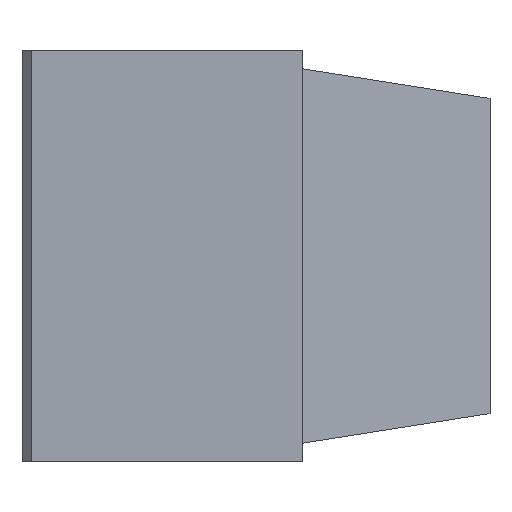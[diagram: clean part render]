
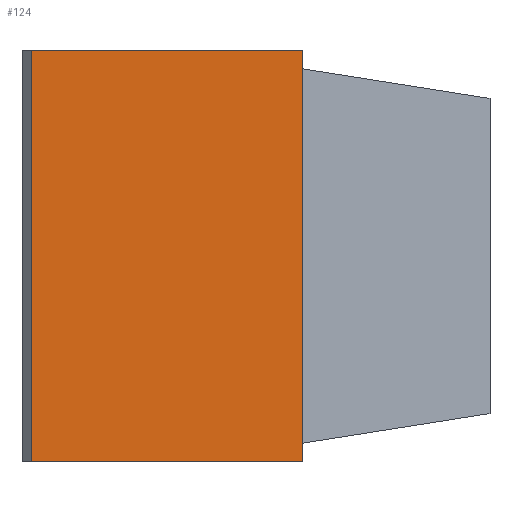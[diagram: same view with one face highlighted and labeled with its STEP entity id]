
A CAD part, left-side view. The second image highlights one B-rep face of the part: STEP entity #124.
In plain terms, the highlighted planar face has unit normal (-1, 0, 0).
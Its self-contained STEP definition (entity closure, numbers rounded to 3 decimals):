
#124=ADVANCED_FACE('',(#155),#142,.T.);
#142=PLANE('',#396);
#155=FACE_OUTER_BOUND('',#174,.T.);
#174=EDGE_LOOP('',(#212,#213,#214,#215));
#212=ORIENTED_EDGE('',*,*,#310,.F.);
#213=ORIENTED_EDGE('',*,*,#309,.F.);
#214=ORIENTED_EDGE('',*,*,#311,.T.);
#215=ORIENTED_EDGE('',*,*,#312,.T.);
#278=VERTEX_POINT('',#523);
#279=VERTEX_POINT('',#525);
#280=VERTEX_POINT('',#529);
#281=VERTEX_POINT('',#531);
#309=EDGE_CURVE('',#279,#278,#344,.T.);
#310=EDGE_CURVE('',#278,#280,#345,.T.);
#311=EDGE_CURVE('',#279,#281,#346,.T.);
#312=EDGE_CURVE('',#281,#280,#347,.T.);
#344=LINE('',#526,#374);
#345=LINE('',#528,#375);
#346=LINE('',#530,#376);
#347=LINE('',#532,#377);
#374=VECTOR('',#437,1.);
#375=VECTOR('',#440,1.);
#376=VECTOR('',#441,1.);
#377=VECTOR('',#442,1.);
#396=AXIS2_PLACEMENT_3D('',#533,#443,#444);
#437=DIRECTION('',(0.,0.,-1.));
#440=DIRECTION('',(0.,1.,0.));
#441=DIRECTION('',(0.,1.,0.));
#442=DIRECTION('',(0.,0.,-1.));
#443=DIRECTION('',(-1.,0.,0.));
#444=DIRECTION('',(0.,0.,1.));
#523=CARTESIAN_POINT('',(107.5,102.5,-11.));
#525=CARTESIAN_POINT('',(107.5,102.5,11.));
#526=CARTESIAN_POINT('',(107.5,102.5,11.));
#528=CARTESIAN_POINT('',(107.5,102.5,-11.));
#529=CARTESIAN_POINT('',(107.5,117.,-11.));
#530=CARTESIAN_POINT('',(107.5,102.5,11.));
#531=CARTESIAN_POINT('',(107.5,117.,11.));
#532=CARTESIAN_POINT('',(107.5,117.,11.));
#533=CARTESIAN_POINT('',(107.5,102.5,11.));
